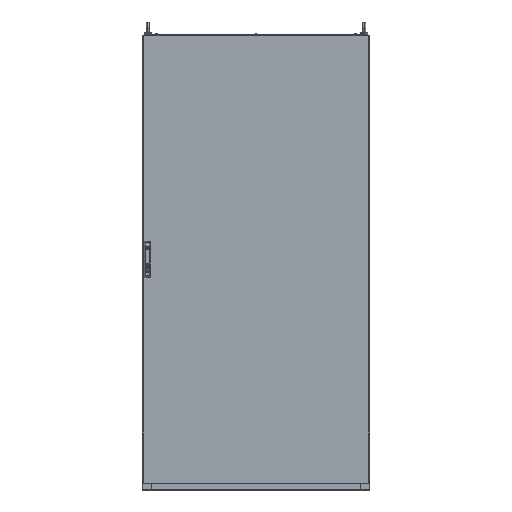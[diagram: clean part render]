
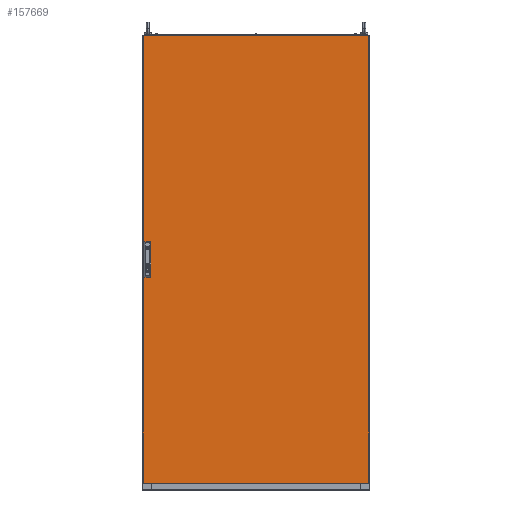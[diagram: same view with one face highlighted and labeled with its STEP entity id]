
A CAD part, top view. The second image highlights one B-rep face of the part: STEP entity #157669.
In plain terms, the highlighted planar face has unit normal (0, 0, 1).
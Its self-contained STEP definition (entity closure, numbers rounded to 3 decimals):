
#572 = EDGE_CURVE ( 'NONE', #134964, #149762, #30382, .T. ) ;
#9498 = CARTESIAN_POINT ( 'NONE',  ( -497., 997., 0. ) ) ;
#10772 = DIRECTION ( 'NONE',  ( 1., 0., 0. ) ) ;
#11608 = CARTESIAN_POINT ( 'NONE',  ( -465.7, -61.5, 0. ) ) ;
#12236 = CARTESIAN_POINT ( 'NONE',  ( -497., 997., 0. ) ) ;
#12606 = CARTESIAN_POINT ( 'NONE',  ( 497., 997., 0. ) ) ;
#15990 = EDGE_CURVE ( 'NONE', #47921, #17861, #164538, .T. ) ;
#17735 = FACE_OUTER_BOUND ( 'NONE', #81438, .T. ) ;
#17861 = VERTEX_POINT ( 'NONE', #164295 ) ;
#23205 = DIRECTION ( 'NONE',  ( -1., 0., 0. ) ) ;
#25644 = LINE ( 'NONE', #12606, #132525 ) ;
#25713 = EDGE_CURVE ( 'NONE', #145219, #170453, #163498, .T. ) ;
#30218 = EDGE_CURVE ( 'NONE', #93310, #164313, #86423, .T. ) ;
#30382 = LINE ( 'NONE', #111221, #37261 ) ;
#30838 = ORIENTED_EDGE ( 'NONE', *, *, #138413, .F. ) ;
#31053 = EDGE_CURVE ( 'NONE', #33486, #47921, #108388, .T. ) ;
#32574 = ORIENTED_EDGE ( 'NONE', *, *, #84466, .T. ) ;
#33486 = VERTEX_POINT ( 'NONE', #134806 ) ;
#34115 = ORIENTED_EDGE ( 'NONE', *, *, #572, .F. ) ;
#37261 = VECTOR ( 'NONE', #151206, 1000. ) ;
#37912 = VERTEX_POINT ( 'NONE', #123217 ) ;
#40137 = DIRECTION ( 'NONE',  ( 0., -1., 0. ) ) ;
#42249 = DIRECTION ( 'NONE',  ( 1., 0., 0. ) ) ;
#44661 = FACE_BOUND ( 'NONE', #157944, .T. ) ;
#44979 = VERTEX_POINT ( 'NONE', #12236 ) ;
#47921 = VERTEX_POINT ( 'NONE', #145004 ) ;
#49286 = LINE ( 'NONE', #115434, #163412 ) ;
#49458 = LINE ( 'NONE', #9498, #100256 ) ;
#49560 = VERTEX_POINT ( 'NONE', #136040 ) ;
#49854 = LINE ( 'NONE', #11608, #77801 ) ;
#49950 = ORIENTED_EDGE ( 'NONE', *, *, #15990, .F. ) ;
#51517 = DIRECTION ( 'NONE',  ( -1., 0., 0. ) ) ;
#55980 = CARTESIAN_POINT ( 'NONE',  ( 0., 0., 0. ) ) ;
#56942 = CARTESIAN_POINT ( 'NONE',  ( -497., 997., 0. ) ) ;
#57314 = CARTESIAN_POINT ( 'NONE',  ( 497., -970., 0. ) ) ;
#64638 = VECTOR ( 'NONE', #84364, 1000. ) ;
#65563 = DIRECTION ( 'NONE',  ( 0., 1., 0. ) ) ;
#68948 = PLANE ( 'NONE',  #155896 ) ;
#69073 = LINE ( 'NONE', #56942, #127672 ) ;
#74114 = VECTOR ( 'NONE', #137834, 1000. ) ;
#77367 = VECTOR ( 'NONE', #98524, 1000. ) ;
#77801 = VECTOR ( 'NONE', #10772, 1000. ) ;
#81438 = EDGE_LOOP ( 'NONE', ( #32574, #121675, #171195, #161686 ) ) ;
#84364 = DIRECTION ( 'NONE',  ( 0., -1., 0. ) ) ;
#84466 = EDGE_CURVE ( 'NONE', #44979, #93310, #69073, .T. ) ;
#86423 = LINE ( 'NONE', #139544, #74114 ) ;
#91991 = EDGE_CURVE ( 'NONE', #164313, #49560, #25644, .T. ) ;
#93310 = VERTEX_POINT ( 'NONE', #120563 ) ;
#93446 = ORIENTED_EDGE ( 'NONE', *, *, #143668, .F. ) ;
#98524 = DIRECTION ( 'NONE',  ( 0., 1., 0. ) ) ;
#100256 = VECTOR ( 'NONE', #102586, 1000. ) ;
#100825 = EDGE_LOOP ( 'NONE', ( #142694, #30838, #34115, #93446 ) ) ;
#102586 = DIRECTION ( 'NONE',  ( -1., 0., 0. ) ) ;
#103761 = EDGE_CURVE ( 'NONE', #37912, #33486, #170546, .T. ) ;
#108254 = FACE_BOUND ( 'NONE', #100825, .T. ) ;
#108388 = LINE ( 'NONE', #161362, #155205 ) ;
#111221 = CARTESIAN_POINT ( 'NONE',  ( -465.7, -61.5, 0. ) ) ;
#111873 = ORIENTED_EDGE ( 'NONE', *, *, #31053, .F. ) ;
#115434 = CARTESIAN_POINT ( 'NONE',  ( -465.7, 88.5, 0. ) ) ;
#116833 = CARTESIAN_POINT ( 'NONE',  ( -465.7, -11.5, 0. ) ) ;
#117663 = LINE ( 'NONE', #116833, #169637 ) ;
#118499 = EDGE_CURVE ( 'NONE', #17861, #37912, #49286, .T. ) ;
#120563 = CARTESIAN_POINT ( 'NONE',  ( -497., -970., 0. ) ) ;
#121011 = CARTESIAN_POINT ( 'NONE',  ( -490.7, -61.5, 0. ) ) ;
#121675 = ORIENTED_EDGE ( 'NONE', *, *, #30218, .T. ) ;
#122258 = DIRECTION ( 'NONE',  ( 0., -1., 0. ) ) ;
#123217 = CARTESIAN_POINT ( 'NONE',  ( -490.7, 88.5, 0. ) ) ;
#124889 = ORIENTED_EDGE ( 'NONE', *, *, #103761, .F. ) ;
#124956 = VECTOR ( 'NONE', #40137, 1000. ) ;
#127672 = VECTOR ( 'NONE', #122258, 1000. ) ;
#131222 = CARTESIAN_POINT ( 'NONE',  ( -490.7, -11.5, 0. ) ) ;
#132525 = VECTOR ( 'NONE', #65563, 1000. ) ;
#134806 = CARTESIAN_POINT ( 'NONE',  ( -490.7, 38.5, 0. ) ) ;
#134964 = VERTEX_POINT ( 'NONE', #156003 ) ;
#136040 = CARTESIAN_POINT ( 'NONE',  ( 497., 997., 0. ) ) ;
#136843 = CARTESIAN_POINT ( 'NONE',  ( -465.7, 38.5, 0. ) ) ;
#137834 = DIRECTION ( 'NONE',  ( 1., 0., 0. ) ) ;
#138413 = EDGE_CURVE ( 'NONE', #149762, #145219, #117663, .T. ) ;
#139544 = CARTESIAN_POINT ( 'NONE',  ( -497., -970., 0. ) ) ;
#142694 = ORIENTED_EDGE ( 'NONE', *, *, #25713, .F. ) ;
#143668 = EDGE_CURVE ( 'NONE', #170453, #134964, #49854, .T. ) ;
#145004 = CARTESIAN_POINT ( 'NONE',  ( -465.7, 38.5, 0. ) ) ;
#145219 = VERTEX_POINT ( 'NONE', #131222 ) ;
#148461 = EDGE_CURVE ( 'NONE', #49560, #44979, #49458, .T. ) ;
#149762 = VERTEX_POINT ( 'NONE', #165490 ) ;
#150780 = DIRECTION ( 'NONE',  ( 0., 0., 1. ) ) ;
#151206 = DIRECTION ( 'NONE',  ( 0., 1., 0. ) ) ;
#155205 = VECTOR ( 'NONE', #42249, 1000. ) ;
#155896 = AXIS2_PLACEMENT_3D ( 'NONE', #55980, #150780, #160383 ) ;
#156003 = CARTESIAN_POINT ( 'NONE',  ( -465.7, -61.5, 0. ) ) ;
#157669 = ADVANCED_FACE ( 'NONE', ( #44661, #108254, #17735 ), #68948, .T. ) ;
#157944 = EDGE_LOOP ( 'NONE', ( #124889, #158029, #49950, #111873 ) ) ;
#158029 = ORIENTED_EDGE ( 'NONE', *, *, #118499, .F. ) ;
#159866 = CARTESIAN_POINT ( 'NONE',  ( -490.7, -61.5, 0. ) ) ;
#160144 = CARTESIAN_POINT ( 'NONE',  ( -490.7, 38.5, 0. ) ) ;
#160383 = DIRECTION ( 'NONE',  ( 1., 0., 0. ) ) ;
#161362 = CARTESIAN_POINT ( 'NONE',  ( -465.7, 38.5, 0. ) ) ;
#161686 = ORIENTED_EDGE ( 'NONE', *, *, #148461, .T. ) ;
#163412 = VECTOR ( 'NONE', #23205, 1000. ) ;
#163498 = LINE ( 'NONE', #121011, #64638 ) ;
#164295 = CARTESIAN_POINT ( 'NONE',  ( -465.7, 88.5, 0. ) ) ;
#164313 = VERTEX_POINT ( 'NONE', #57314 ) ;
#164538 = LINE ( 'NONE', #136843, #77367 ) ;
#165490 = CARTESIAN_POINT ( 'NONE',  ( -465.7, -11.5, 0. ) ) ;
#169637 = VECTOR ( 'NONE', #51517, 1000. ) ;
#170453 = VERTEX_POINT ( 'NONE', #159866 ) ;
#170546 = LINE ( 'NONE', #160144, #124956 ) ;
#171195 = ORIENTED_EDGE ( 'NONE', *, *, #91991, .T. ) ;
